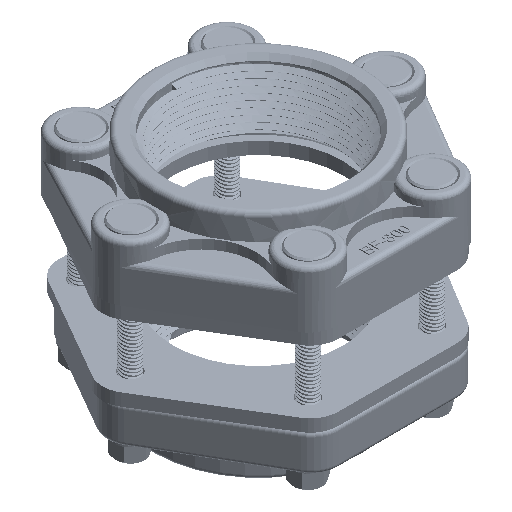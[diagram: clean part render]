
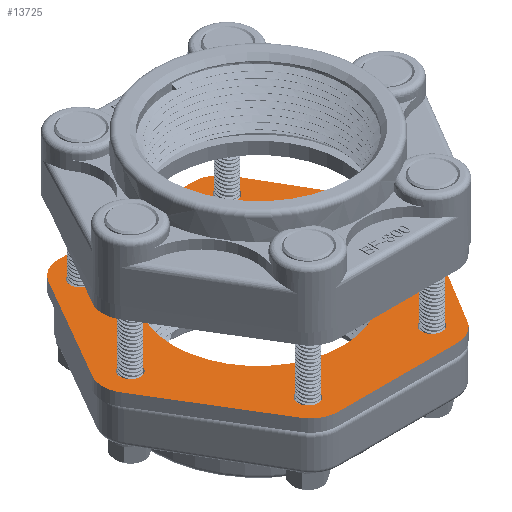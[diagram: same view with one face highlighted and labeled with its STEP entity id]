
A CAD part, isometric view. The second image highlights one B-rep face of the part: STEP entity #13725.
In plain terms, the highlighted planar face has unit normal (0, 0, 1).
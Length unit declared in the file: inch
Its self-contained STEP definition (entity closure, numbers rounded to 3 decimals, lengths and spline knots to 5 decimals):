
#552=FACE_BOUND('',#2034,.T.);
#553=FACE_BOUND('',#2035,.T.);
#554=FACE_BOUND('',#2036,.T.);
#555=FACE_BOUND('',#2037,.T.);
#556=FACE_BOUND('',#2038,.T.);
#557=FACE_BOUND('',#2039,.T.);
#558=FACE_BOUND('',#2040,.T.);
#793=PLANE('',#14828);
#1210=FACE_OUTER_BOUND('',#2033,.T.);
#2033=EDGE_LOOP('',(#10948,#10949,#10950,#10951,#10952,#10953,#10954,#10955,
#10956,#10957,#10958,#10959));
#2034=EDGE_LOOP('',(#10960));
#2035=EDGE_LOOP('',(#10961));
#2036=EDGE_LOOP('',(#10962));
#2037=EDGE_LOOP('',(#10963));
#2038=EDGE_LOOP('',(#10964));
#2039=EDGE_LOOP('',(#10965));
#2040=EDGE_LOOP('',(#10966));
#2635=CIRCLE('',#14783,0.5625);
#2649=CIRCLE('',#14800,0.5625);
#2650=CIRCLE('',#14802,0.5625);
#2651=CIRCLE('',#14805,0.5625);
#2652=CIRCLE('',#14808,0.5625);
#2653=CIRCLE('',#14811,0.5625);
#2654=CIRCLE('',#14813,1.705);
#2655=CIRCLE('',#14815,0.205);
#2656=CIRCLE('',#14817,0.205);
#2657=CIRCLE('',#14819,0.205);
#2658=CIRCLE('',#14821,0.205);
#2659=CIRCLE('',#14823,0.205);
#2660=CIRCLE('',#14825,0.205);
#4119=LINE('',#24570,#5115);
#4125=LINE('',#24585,#5121);
#4129=LINE('',#24595,#5125);
#4131=LINE('',#24601,#5127);
#4140=LINE('',#24635,#5136);
#4141=LINE('',#24637,#5137);
#5115=VECTOR('',#17142,0.3937);
#5121=VECTOR('',#17158,0.3937);
#5125=VECTOR('',#17168,0.3937);
#5127=VECTOR('',#17176,0.3937);
#5136=VECTOR('',#17219,0.3937);
#5137=VECTOR('',#17222,0.3937);
#6157=VERTEX_POINT('',#24524);
#6158=VERTEX_POINT('',#24525);
#6178=VERTEX_POINT('',#24569);
#6179=VERTEX_POINT('',#24573);
#6180=VERTEX_POINT('',#24577);
#6181=VERTEX_POINT('',#24578);
#6182=VERTEX_POINT('',#24583);
#6183=VERTEX_POINT('',#24587);
#6184=VERTEX_POINT('',#24588);
#6185=VERTEX_POINT('',#24593);
#6186=VERTEX_POINT('',#24597);
#6187=VERTEX_POINT('',#24603);
#6188=VERTEX_POINT('',#24607);
#6189=VERTEX_POINT('',#24611);
#6190=VERTEX_POINT('',#24615);
#6191=VERTEX_POINT('',#24619);
#6192=VERTEX_POINT('',#24623);
#6193=VERTEX_POINT('',#24627);
#6194=VERTEX_POINT('',#24631);
#7838=EDGE_CURVE('',#6157,#6158,#2635,.T.);
#7860=EDGE_CURVE('',#6158,#6178,#4119,.T.);
#7862=EDGE_CURVE('',#6178,#6179,#2649,.T.);
#7864=EDGE_CURVE('',#6180,#6181,#2650,.T.);
#7868=EDGE_CURVE('',#6182,#6180,#4125,.T.);
#7869=EDGE_CURVE('',#6183,#6184,#2651,.T.);
#7873=EDGE_CURVE('',#6185,#6183,#4129,.T.);
#7874=EDGE_CURVE('',#6186,#6185,#2652,.T.);
#7876=EDGE_CURVE('',#6181,#6186,#4131,.T.);
#7877=EDGE_CURVE('',#6187,#6182,#2653,.T.);
#7880=EDGE_CURVE('',#6188,#6188,#2654,.T.);
#7882=EDGE_CURVE('',#6189,#6189,#2655,.T.);
#7884=EDGE_CURVE('',#6190,#6190,#2656,.T.);
#7886=EDGE_CURVE('',#6191,#6191,#2657,.T.);
#7888=EDGE_CURVE('',#6192,#6192,#2658,.T.);
#7890=EDGE_CURVE('',#6193,#6193,#2659,.T.);
#7892=EDGE_CURVE('',#6194,#6194,#2660,.T.);
#7893=EDGE_CURVE('',#6184,#6157,#4140,.T.);
#7894=EDGE_CURVE('',#6179,#6187,#4141,.T.);
#10948=ORIENTED_EDGE('',*,*,#7838,.F.);
#10949=ORIENTED_EDGE('',*,*,#7893,.F.);
#10950=ORIENTED_EDGE('',*,*,#7869,.F.);
#10951=ORIENTED_EDGE('',*,*,#7873,.F.);
#10952=ORIENTED_EDGE('',*,*,#7874,.F.);
#10953=ORIENTED_EDGE('',*,*,#7876,.F.);
#10954=ORIENTED_EDGE('',*,*,#7864,.F.);
#10955=ORIENTED_EDGE('',*,*,#7868,.F.);
#10956=ORIENTED_EDGE('',*,*,#7877,.F.);
#10957=ORIENTED_EDGE('',*,*,#7894,.F.);
#10958=ORIENTED_EDGE('',*,*,#7862,.F.);
#10959=ORIENTED_EDGE('',*,*,#7860,.F.);
#10960=ORIENTED_EDGE('',*,*,#7880,.T.);
#10961=ORIENTED_EDGE('',*,*,#7882,.T.);
#10962=ORIENTED_EDGE('',*,*,#7884,.T.);
#10963=ORIENTED_EDGE('',*,*,#7886,.T.);
#10964=ORIENTED_EDGE('',*,*,#7888,.T.);
#10965=ORIENTED_EDGE('',*,*,#7890,.T.);
#10966=ORIENTED_EDGE('',*,*,#7892,.T.);
#13725=ADVANCED_FACE('',(#1210,#552,#553,#554,#555,#556,#557,#558),#793,
 .T.);
#14783=AXIS2_PLACEMENT_3D('',#24526,#17102,#17103);
#14800=AXIS2_PLACEMENT_3D('',#24574,#17146,#17147);
#14802=AXIS2_PLACEMENT_3D('',#24579,#17151,#17152);
#14805=AXIS2_PLACEMENT_3D('',#24589,#17161,#17162);
#14808=AXIS2_PLACEMENT_3D('',#24598,#17171,#17172);
#14811=AXIS2_PLACEMENT_3D('',#24604,#17179,#17180);
#14813=AXIS2_PLACEMENT_3D('',#24609,#17185,#17186);
#14815=AXIS2_PLACEMENT_3D('',#24613,#17190,#17191);
#14817=AXIS2_PLACEMENT_3D('',#24617,#17195,#17196);
#14819=AXIS2_PLACEMENT_3D('',#24621,#17200,#17201);
#14821=AXIS2_PLACEMENT_3D('',#24625,#17205,#17206);
#14823=AXIS2_PLACEMENT_3D('',#24629,#17210,#17211);
#14825=AXIS2_PLACEMENT_3D('',#24633,#17215,#17216);
#14828=AXIS2_PLACEMENT_3D('',#24638,#17223,#17224);
#17102=DIRECTION('center_axis',(0.,0.,-1.));
#17103=DIRECTION('ref_axis',(-0.49,-0.872,0.));
#17142=DIRECTION('',(-0.519,0.855,0.));
#17146=DIRECTION('center_axis',(0.,0.,-1.));
#17147=DIRECTION('ref_axis',(-1.,-0.011,0.));
#17151=DIRECTION('center_axis',(0.,0.,-1.));
#17152=DIRECTION('ref_axis',(0.5,0.866,0.));
#17158=DIRECTION('',(1.,0.,0.));
#17161=DIRECTION('center_axis',(0.,0.,-1.));
#17162=DIRECTION('ref_axis',(0.49,-0.872,0.));
#17168=DIRECTION('',(-0.519,-0.855,0.));
#17171=DIRECTION('center_axis',(0.,0.,-1.));
#17172=DIRECTION('ref_axis',(1.,-0.011,0.));
#17176=DIRECTION('',(0.5,-0.866,0.));
#17179=DIRECTION('center_axis',(0.,0.,-1.));
#17180=DIRECTION('ref_axis',(-0.5,0.866,0.));
#17185=DIRECTION('center_axis',(0.,0.,-1.));
#17186=DIRECTION('ref_axis',(-1.,0.,0.));
#17190=DIRECTION('center_axis',(0.,0.,-1.));
#17191=DIRECTION('ref_axis',(-1.,0.,0.));
#17195=DIRECTION('center_axis',(0.,0.,-1.));
#17196=DIRECTION('ref_axis',(-1.,0.,0.));
#17200=DIRECTION('center_axis',(0.,0.,-1.));
#17201=DIRECTION('ref_axis',(-1.,0.,0.));
#17205=DIRECTION('center_axis',(0.,0.,-1.));
#17206=DIRECTION('ref_axis',(-1.,0.,0.));
#17210=DIRECTION('center_axis',(0.,0.,-1.));
#17211=DIRECTION('ref_axis',(-1.,0.,0.));
#17215=DIRECTION('center_axis',(0.,0.,-1.));
#17216=DIRECTION('ref_axis',(-1.,0.,0.));
#17219=DIRECTION('',(-1.,0.,0.));
#17222=DIRECTION('',(0.5,0.866,0.));
#17223=DIRECTION('center_axis',(0.,0.,1.));
#17224=DIRECTION('ref_axis',(1.,0.,0.));
#24524=CARTESIAN_POINT('',(-1.1985,-2.81,0.25));
#24525=CARTESIAN_POINT('',(-1.67929,-2.53948,0.25));
#24526=CARTESIAN_POINT('Origin',(-1.1985,-2.2475,0.25));
#24569=CARTESIAN_POINT('',(-3.04861,-0.28473,0.25));
#24570=CARTESIAN_POINT('',(-1.515,-2.81,0.25));
#24573=CARTESIAN_POINT('',(-3.05496,0.2885,0.25));
#24574=CARTESIAN_POINT('Origin',(-2.56782,0.00725,
0.25));
#24577=CARTESIAN_POINT('',(1.35524,2.67,0.25));
#24578=CARTESIAN_POINT('',(1.84238,2.38875,0.25));
#24579=CARTESIAN_POINT('Origin',(1.35524,2.1075,0.25));
#24583=CARTESIAN_POINT('',(-1.35524,2.67,0.25));
#24585=CARTESIAN_POINT('',(-1.68,2.67,0.25));
#24587=CARTESIAN_POINT('',(1.67929,-2.53948,0.25));
#24588=CARTESIAN_POINT('',(1.1985,-2.81,0.25));
#24589=CARTESIAN_POINT('Origin',(1.1985,-2.2475,0.25));
#24593=CARTESIAN_POINT('',(3.04861,-0.28473,0.25));
#24595=CARTESIAN_POINT('',(3.22153,0.,0.25));
#24597=CARTESIAN_POINT('',(3.05496,0.2885,0.25));
#24598=CARTESIAN_POINT('Origin',(2.56782,0.00725,0.25));
#24601=CARTESIAN_POINT('',(1.68,2.67,0.25));
#24603=CARTESIAN_POINT('',(-1.84238,2.38875,0.25));
#24604=CARTESIAN_POINT('Origin',(-1.35524,2.1075,0.25));
#24607=CARTESIAN_POINT('',(1.705,0.,0.25));
#24609=CARTESIAN_POINT('Origin',(0.,0.,0.25));
#24611=CARTESIAN_POINT('',(-2.375,0.,0.25));
#24613=CARTESIAN_POINT('Origin',(-2.58,0.,0.25));
#24615=CARTESIAN_POINT('',(-1.045,-2.25,0.25));
#24617=CARTESIAN_POINT('Origin',(-1.25,-2.25,0.25));
#24619=CARTESIAN_POINT('',(1.455,-2.25,0.25));
#24621=CARTESIAN_POINT('Origin',(1.25,-2.25,0.25));
#24623=CARTESIAN_POINT('',(2.785,0.,0.25));
#24625=CARTESIAN_POINT('Origin',(2.58,0.,0.25));
#24627=CARTESIAN_POINT('',(1.685,2.11,0.25));
#24629=CARTESIAN_POINT('Origin',(1.48,2.11,0.25));
#24631=CARTESIAN_POINT('',(-1.275,2.11,0.25));
#24633=CARTESIAN_POINT('Origin',(-1.48,2.11,0.25));
#24635=CARTESIAN_POINT('',(1.515,-2.81,0.25));
#24637=CARTESIAN_POINT('',(-3.22153,0.,0.25));
#24638=CARTESIAN_POINT('Origin',(0.,-0.02872,
0.25));
